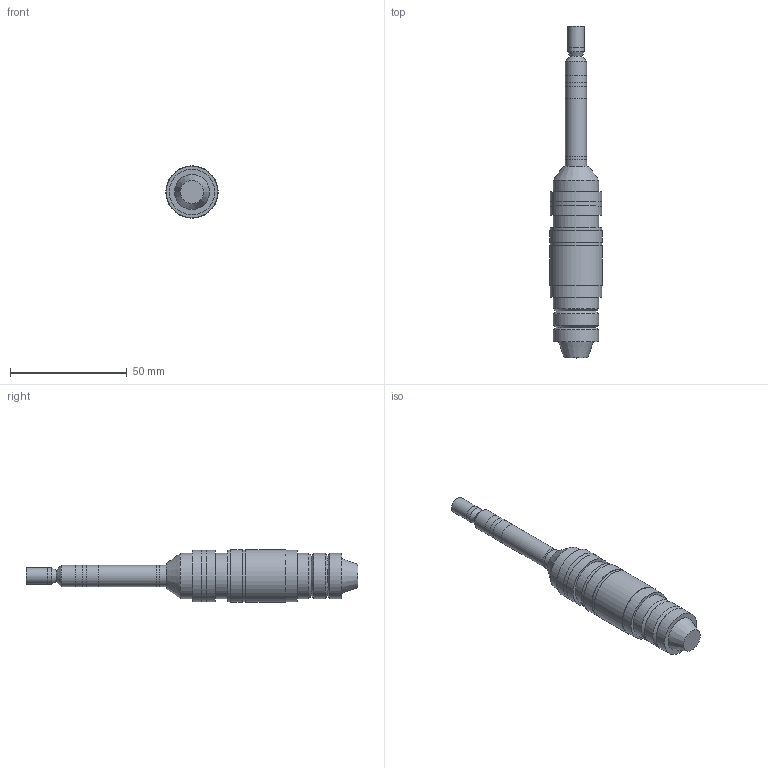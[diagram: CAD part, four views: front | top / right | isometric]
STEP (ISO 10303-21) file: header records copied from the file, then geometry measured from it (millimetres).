
FILE_DESCRIPTION(/* description */ ('STEP AP242','CAx-IF Rec.Pracs.---Representation and Presentation of Product Manufacturing Information (PMI)---4.0---2014-10-13','CAx-IF Rec.Pracs.---3D Tessellated Geometry---0.4---2014-09-14','2;1'),/* implementation_level */ '2;1');
FILE_NAME(/* name */ '689f0def60211d1ddc523355',/* time_stamp */ '2025-08-15T10:37:36Z',/* author */ (''),/* organization */ (''),/* preprocessor_version */ 'ST-DEVELOPER v20',/* originating_system */ 'ONSHAPE BY PTC INC, 1.202',/* authorisation */ ' ');
FILE_SCHEMA (('AP242_MANAGED_MODEL_BASED_3D_ENGINEERING_MIM_LF { 1 0 10303 442 1 1 4 }'));
Length unit declared in the file: metre
Products named in the file (16): Silver 1; Small Pin; Silver 2; Silver 3; Silver 4; Red 1; Black 1 Fuzzy; Black 2 Fuzzy; Large Pin; White; Silver 5; Black 3; Silver 6; Grey; Silver 7; Gold
Bounding box: 22.4 x 142 x 22.4 mm (x, y, z)
Volume: 28788.3 mm3; surface area: 16135.5 mm2
Topology: 16 solids, 16 shells, 97 faces, 146 edges, 95 vertices
Faces by surface type: plane 46, cylinder 42, cone 9
Full cylindrical faces by diameter (mm): 5 x4, 5.2 x8, 7 x2, 8 x1, 8.2 x7, 9 x7, 19.5 x5, 22 x6, 22.4 x2
Entity records: 2331 total; most frequent: DIRECTION 408, CARTESIAN_POINT 296, AXIS2_PLACEMENT_3D 204, FACE_BOUND 183, ORIENTED_EDGE 182, EDGE_LOOP 182, ADVANCED_FACE 97, VERTEX_POINT 92
